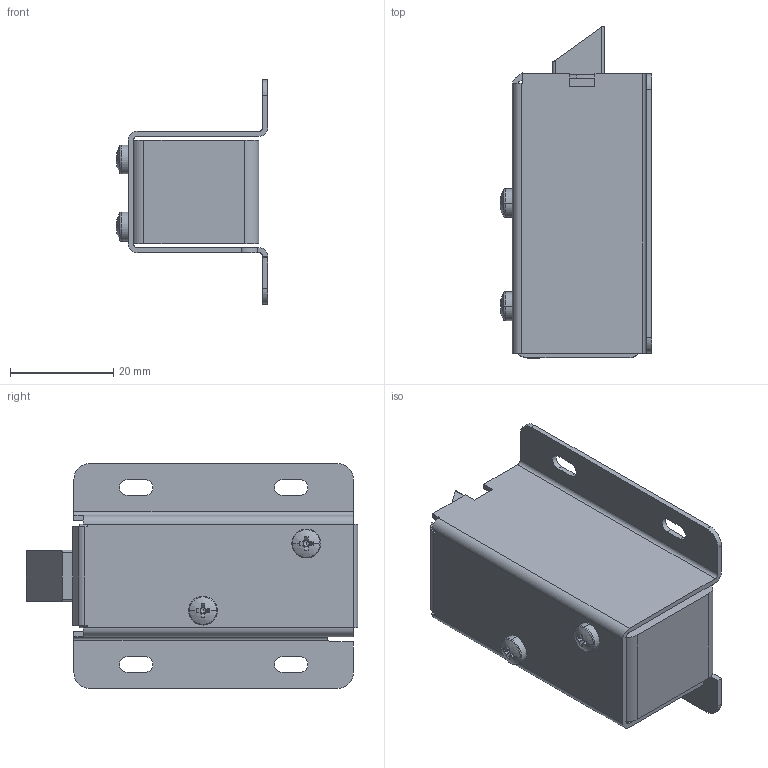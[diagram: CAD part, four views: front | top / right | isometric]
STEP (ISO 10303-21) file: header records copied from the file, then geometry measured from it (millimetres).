
FILE_DESCRIPTION (( 'STEP AP203' ), '1' );
FILE_NAME ('Electromagnetic Cabinet Door Lock-.STEP', '2023-01-27T20:59:46', ( '' ), ( '' ), 'SwSTEP 2.0', 'SolidWorks 2021', '' );
FILE_SCHEMA (( 'CONFIG_CONTROL_DESIGN' ));
Length unit declared in the file: millimetre
Products named in the file (9): Part6; Part2; Part1_1; cr pan head screw_is_IS 7483 - M3 x 5 - Z -- 5N; flat washer regular_am_B18.22M - Plain washer, 6 mm, regular; Part5; Part4; Electromagnetic Cabinet Door Lock-; Part3
Assembly tree (9 placements, depth 2):
  Electromagnetic Cabinet Door Lock-
    Part1_1
    Part5
    Part3
    Part2
    Part4
    flat washer regular_am_B18.22M - Plain washer, 6 mm, regular
    Part6
    cr pan head screw_is_IS 7483 - M3 x 5 - Z -- 5N  x2
Bounding box: 29.35 x 64.26 x 43.5 mm (x, y, z)
Volume: 20847.6 mm3; surface area: 22133.3 mm2
Topology: 9 solids, 9 shells, 257 faces, 679 edges, 442 vertices
Faces by surface type: plane 143, cylinder 90, cone 12, torus 8, sphere 4
Entity records: 8064 total; most frequent: CARTESIAN_POINT 1279, DIRECTION 1261, ORIENTED_EDGE 1186, EDGE_CURVE 593, AXIS2_PLACEMENT_3D 445, VERTEX_POINT 391, VECTOR 371, LINE 371
